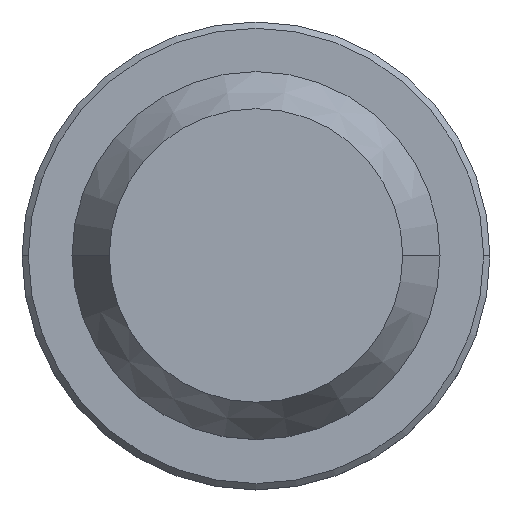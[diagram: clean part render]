
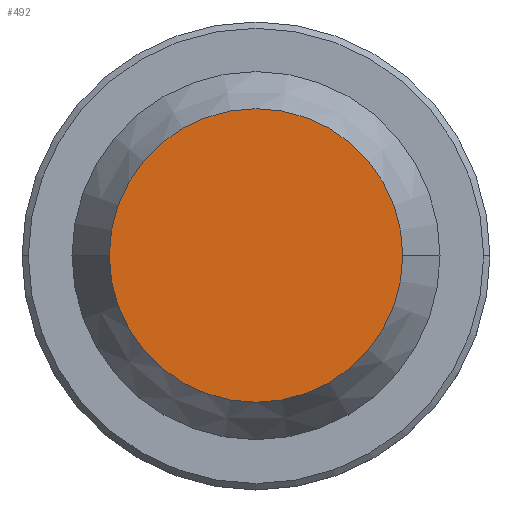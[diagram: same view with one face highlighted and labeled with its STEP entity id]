
A CAD part, top view. The second image highlights one B-rep face of the part: STEP entity #492.
In plain terms, the highlighted planar face has unit normal (0, 0, 1).
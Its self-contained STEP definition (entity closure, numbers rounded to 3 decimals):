
#1 = EDGE_CURVE ( 'NONE', #218, #702, #1231, .T. ) ;
#21 = AXIS2_PLACEMENT_3D ( 'NONE', #500, #1109, #338 ) ;
#176 = EDGE_LOOP ( 'NONE', ( #566, #431 ) ) ;
#180 = CARTESIAN_POINT ( 'NONE',  ( -11.606, 0., 0. ) ) ;
#212 = DIRECTION ( 'NONE',  ( 0., 0., 1. ) ) ;
#218 = VERTEX_POINT ( 'NONE', #180 ) ;
#338 = DIRECTION ( 'NONE',  ( -1., 0., 0. ) ) ;
#431 = ORIENTED_EDGE ( 'NONE', *, *, #760, .T. ) ;
#450 = AXIS2_PLACEMENT_3D ( 'NONE', #828, #720, #534 ) ;
#492 = ADVANCED_FACE ( 'NONE', ( #869 ), #591, .F. ) ;
#500 = CARTESIAN_POINT ( 'NONE',  ( 0., 11.606, 0. ) ) ;
#534 = DIRECTION ( 'NONE',  ( 1., 0., 0. ) ) ;
#566 = ORIENTED_EDGE ( 'NONE', *, *, #1, .T. ) ;
#581 = CIRCLE ( 'NONE', #450, 11.606 ) ;
#591 = PLANE ( 'NONE',  #21 ) ;
#702 = VERTEX_POINT ( 'NONE', #1033 ) ;
#720 = DIRECTION ( 'NONE',  ( 0., 0., 1. ) ) ;
#760 = EDGE_CURVE ( 'NONE', #702, #218, #581, .T. ) ;
#828 = CARTESIAN_POINT ( 'NONE',  ( 0., 0., 0. ) ) ;
#869 = FACE_OUTER_BOUND ( 'NONE', #176, .T. ) ;
#928 = AXIS2_PLACEMENT_3D ( 'NONE', #978, #212, #975 ) ;
#975 = DIRECTION ( 'NONE',  ( 1., 0., 0. ) ) ;
#978 = CARTESIAN_POINT ( 'NONE',  ( 0., 0., 0. ) ) ;
#1033 = CARTESIAN_POINT ( 'NONE',  ( 11.606, 0., 0. ) ) ;
#1109 = DIRECTION ( 'NONE',  ( 0., 0., -1. ) ) ;
#1231 = CIRCLE ( 'NONE', #928, 11.606 ) ;
